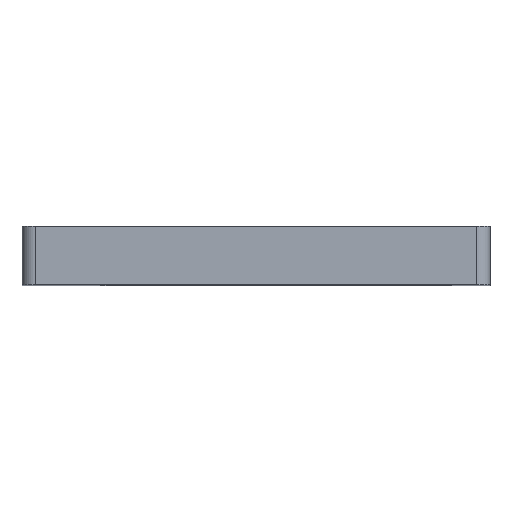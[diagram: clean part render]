
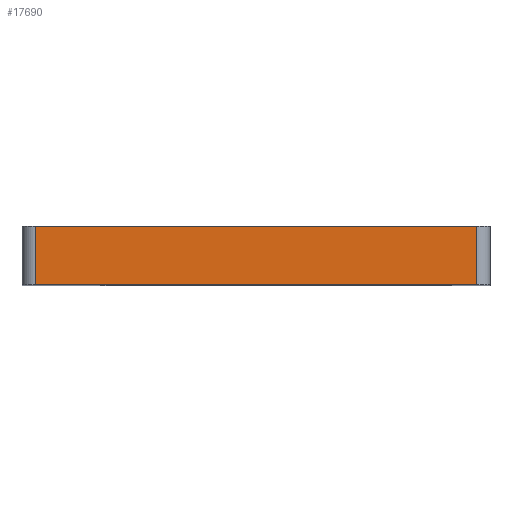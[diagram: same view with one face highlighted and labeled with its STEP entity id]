
A CAD part, top view. The second image highlights one B-rep face of the part: STEP entity #17690.
In plain terms, the highlighted planar face has unit normal (0, 0, 1).
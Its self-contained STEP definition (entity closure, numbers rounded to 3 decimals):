
#678=LINE('',#24252,#1836);
#1809=LINE('',#34408,#2967);
#1810=LINE('',#34442,#2968);
#1812=LINE('',#34445,#2970);
#1836=VECTOR('',#18063,10.);
#2967=VECTOR('',#19680,10.);
#2968=VECTOR('',#19739,10.);
#2970=VECTOR('',#19743,10.);
#3983=FACE_OUTER_BOUND('',#4956,.T.);
#4956=EDGE_LOOP('',(#16402,#16403,#16404,#16405));
#7410=VERTEX_POINT('',#24249);
#7411=VERTEX_POINT('',#24251);
#8317=VERTEX_POINT('',#34397);
#8321=VERTEX_POINT('',#34406);
#9228=EDGE_CURVE('',#7410,#7411,#678,.T.);
#11027=EDGE_CURVE('',#8321,#8317,#1809,.T.);
#11032=EDGE_CURVE('',#7411,#8321,#1810,.T.);
#11034=EDGE_CURVE('',#8317,#7410,#1812,.T.);
#16402=ORIENTED_EDGE('',*,*,#9228,.F.);
#16403=ORIENTED_EDGE('',*,*,#11034,.F.);
#16404=ORIENTED_EDGE('',*,*,#11027,.F.);
#16405=ORIENTED_EDGE('',*,*,#11032,.F.);
#16762=PLANE('',#18007);
#17690=ADVANCED_FACE('',(#3983),#16762,.T.);
#18007=AXIS2_PLACEMENT_3D('',#34444,#19741,#19742);
#18063=DIRECTION('',(1.,0.,0.));
#19680=DIRECTION('',(-1.,0.,0.));
#19739=DIRECTION('',(0.,-1.,0.));
#19741=DIRECTION('center_axis',(0.,0.,1.));
#19742=DIRECTION('ref_axis',(1.,0.,0.));
#19743=DIRECTION('',(0.,1.,0.));
#24249=CARTESIAN_POINT('',(-41.5,13.,61.71));
#24251=CARTESIAN_POINT('',(56.75,13.,61.71));
#24252=CARTESIAN_POINT('',(5.125,13.,61.71));
#34397=CARTESIAN_POINT('',(-41.5,0.,61.71));
#34406=CARTESIAN_POINT('',(56.75,0.,61.71));
#34408=CARTESIAN_POINT('',(59.75,0.,61.71));
#34442=CARTESIAN_POINT('',(56.75,0.,61.71));
#34444=CARTESIAN_POINT('Origin',(-44.5,0.,61.71));
#34445=CARTESIAN_POINT('',(-41.5,0.,61.71));
